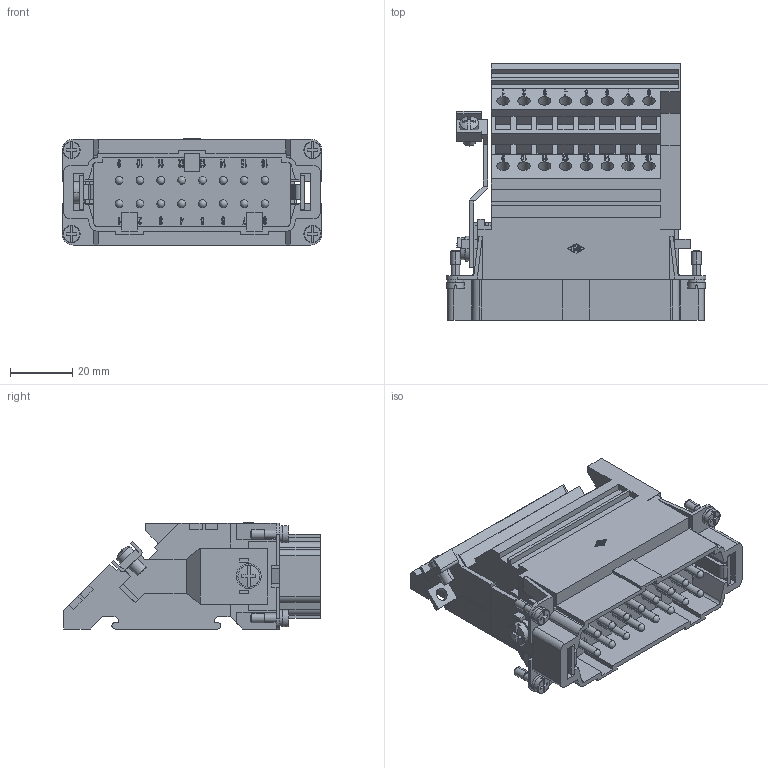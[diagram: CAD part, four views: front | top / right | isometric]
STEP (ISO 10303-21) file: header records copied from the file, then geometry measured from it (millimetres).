
FILE_DESCRIPTION((''),'2;1');
FILE_NAME('CTSEM 16 L.stp','2006-11-27T13:56:19',('gembarski'),(''),'Autodesk Inventor 7','Autodesk Inventor 7','');
FILE_SCHEMA(('AUTOMOTIVE_DESIGN { 1 0 10303 214 1 1 1 1 }'));
Length unit declared in the file: millimetre
Products named in the file (1): CTSEM 16 L
Bounding box: 83.5 x 82.5 x 34.1 mm (x, y, z)
Volume: 112047.6 mm3; surface area: 34719 mm2
Topology: 1 solids, 1 shells, 1410 faces, 3841 edges, 2490 vertices
Faces by surface type: plane 802, bspline 444, cylinder 134, sphere 22, cone 4, torus 4
Entity records: 45771 total; most frequent: CARTESIAN_POINT 12748, ORIENTED_EDGE 7554, DIRECTION 5470, EDGE_CURVE 3777, VECTOR 2730, LINE 2730, VERTEX_POINT 2458, EDGE_LOOP 1539
